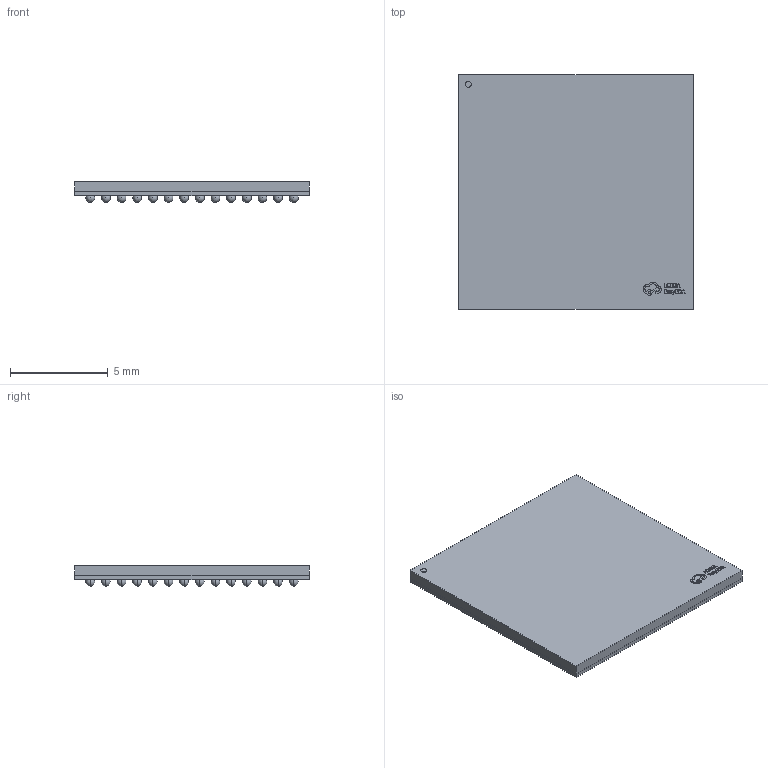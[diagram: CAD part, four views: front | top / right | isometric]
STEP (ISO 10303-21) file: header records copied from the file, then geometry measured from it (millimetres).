
FILE_DESCRIPTION (( 'STEP AP214' ), '1' );
FILE_NAME ('TFBGA-180_L12.0-W12.0-H1.0-R14-C14-P0.80-TL.step', '2022-06-22T15:22:30', ( '' ), ( '' ), 'SwSTEP 2.0', 'SolidWorks 2020', '' );
FILE_SCHEMA (( 'AUTOMOTIVE_DESIGN' ));
Length unit declared in the file: millimetre
Products named in the file (1): TFBGA-180_L12.0-W12.0-H1.0-R14-C14-P0.80-TL
Bounding box: 12 x 12 x 1.06 mm (x, y, z)
Volume: 109.7 mm3; surface area: 679.5 mm2
Topology: 2 solids, 2 shells, 658 faces, 2421 edges, 1614 vertices
Faces by surface type: sphere 360, plane 184, bspline 112, cylinder 2
Entity records: 27175 total; most frequent: CARTESIAN_POINT 5358, DIRECTION 3111, ORIENTED_EDGE 3042, EDGE_CURVE 1521, AXIS2_PLACEMENT_3D 1271, VERTEX_POINT 1074, EDGE_LOOP 865, CIRCLE 724
